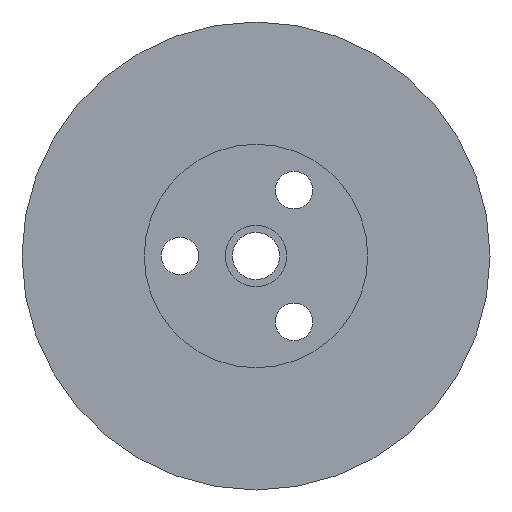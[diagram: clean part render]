
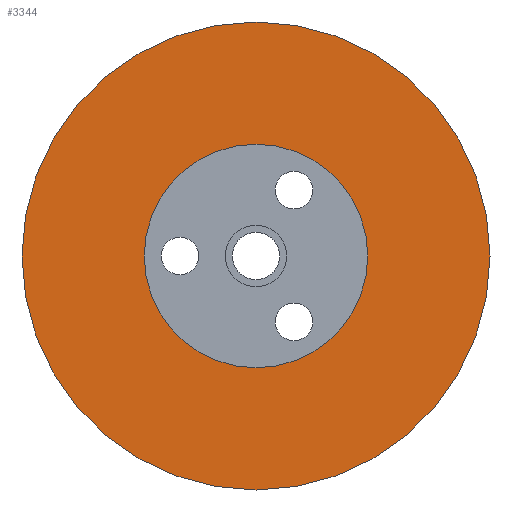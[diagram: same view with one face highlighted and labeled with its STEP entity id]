
A CAD part, left-side view. The second image highlights one B-rep face of the part: STEP entity #3344.
In plain terms, the highlighted planar face has unit normal (-1, 0, 0).
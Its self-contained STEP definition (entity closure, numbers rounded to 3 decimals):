
#26 = VERTEX_POINT ( 'NONE', #3818 ) ;
#59 = DIRECTION ( 'NONE',  ( 0., 0., 1. ) ) ;
#579 = EDGE_LOOP ( 'NONE', ( #7794, #3633 ) ) ;
#601 = AXIS2_PLACEMENT_3D ( 'NONE', #1169, #3616, #6629 ) ;
#1065 = CARTESIAN_POINT ( 'NONE',  ( 5.957, 0., 0. ) ) ;
#1169 = CARTESIAN_POINT ( 'NONE',  ( 5.957, 0., 0. ) ) ;
#1180 = EDGE_CURVE ( 'NONE', #5791, #26, #7124, .T. ) ;
#1500 = EDGE_LOOP ( 'NONE', ( #2100, #3949 ) ) ;
#2100 = ORIENTED_EDGE ( 'NONE', *, *, #7703, .F. ) ;
#2671 = EDGE_CURVE ( 'NONE', #26, #5791, #6972, .T. ) ;
#2800 = CARTESIAN_POINT ( 'NONE',  ( 5.957, 0., 0. ) ) ;
#2826 = CARTESIAN_POINT ( 'NONE',  ( 5.957, 0., 0. ) ) ;
#2937 = DIRECTION ( 'NONE',  ( -1., 0., 0. ) ) ;
#3016 = PLANE ( 'NONE',  #3650 ) ;
#3221 = AXIS2_PLACEMENT_3D ( 'NONE', #1065, #7727, #4108 ) ;
#3344 = ADVANCED_FACE ( 'NONE', ( #7390, #3655 ), #3016, .T. ) ;
#3406 = VERTEX_POINT ( 'NONE', #3858 ) ;
#3616 = DIRECTION ( 'NONE',  ( -1., 0., 0. ) ) ;
#3633 = ORIENTED_EDGE ( 'NONE', *, *, #1180, .T. ) ;
#3650 = AXIS2_PLACEMENT_3D ( 'NONE', #6103, #2937, #59 ) ;
#3655 = FACE_BOUND ( 'NONE', #1500, .T. ) ;
#3818 = CARTESIAN_POINT ( 'NONE',  ( 5.957, 0., -20. ) ) ;
#3858 = CARTESIAN_POINT ( 'NONE',  ( 5.957, 0., 9.55 ) ) ;
#3915 = AXIS2_PLACEMENT_3D ( 'NONE', #2800, #6414, #7664 ) ;
#3949 = ORIENTED_EDGE ( 'NONE', *, *, #3959, .F. ) ;
#3959 = EDGE_CURVE ( 'NONE', #3406, #5817, #5187, .T. ) ;
#4108 = DIRECTION ( 'NONE',  ( 0., 0., 1. ) ) ;
#4777 = AXIS2_PLACEMENT_3D ( 'NONE', #2826, #6519, #5269 ) ;
#5187 = CIRCLE ( 'NONE', #3915, 9.55 ) ;
#5269 = DIRECTION ( 'NONE',  ( 0., 0., 1. ) ) ;
#5791 = VERTEX_POINT ( 'NONE', #7693 ) ;
#5817 = VERTEX_POINT ( 'NONE', #6412 ) ;
#6103 = CARTESIAN_POINT ( 'NONE',  ( 5.957, 0., 0. ) ) ;
#6412 = CARTESIAN_POINT ( 'NONE',  ( 5.957, 0., -9.55 ) ) ;
#6414 = DIRECTION ( 'NONE',  ( -1., 0., 0. ) ) ;
#6519 = DIRECTION ( 'NONE',  ( -1., 0., 0. ) ) ;
#6629 = DIRECTION ( 'NONE',  ( 0., 0., 1. ) ) ;
#6670 = CIRCLE ( 'NONE', #3221, 9.55 ) ;
#6972 = CIRCLE ( 'NONE', #4777, 20. ) ;
#7124 = CIRCLE ( 'NONE', #601, 20. ) ;
#7390 = FACE_OUTER_BOUND ( 'NONE', #579, .T. ) ;
#7664 = DIRECTION ( 'NONE',  ( 0., 0., 1. ) ) ;
#7693 = CARTESIAN_POINT ( 'NONE',  ( 5.957, 0., 20. ) ) ;
#7703 = EDGE_CURVE ( 'NONE', #5817, #3406, #6670, .T. ) ;
#7727 = DIRECTION ( 'NONE',  ( -1., 0., 0. ) ) ;
#7794 = ORIENTED_EDGE ( 'NONE', *, *, #2671, .T. ) ;
